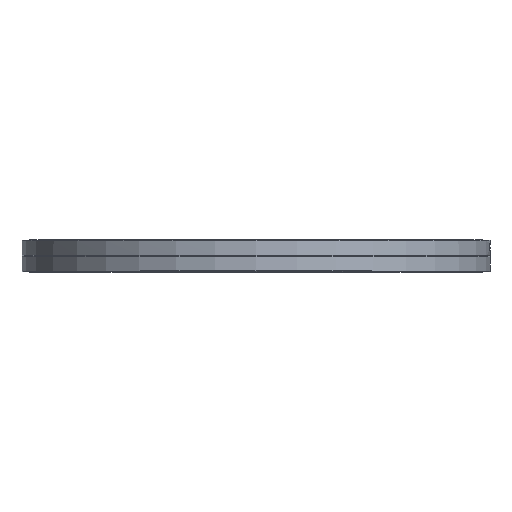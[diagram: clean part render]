
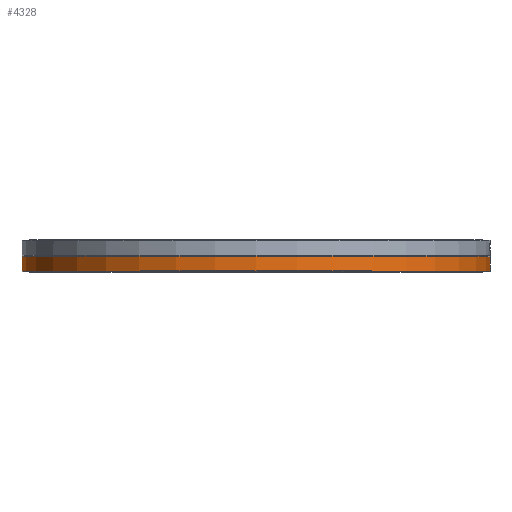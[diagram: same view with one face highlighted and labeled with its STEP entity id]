
A CAD part, top view. The second image highlights one B-rep face of the part: STEP entity #4328.
In plain terms, the highlighted cylindrical face has radius 209.55 mm (diameter 419.1 mm), a full revolution.
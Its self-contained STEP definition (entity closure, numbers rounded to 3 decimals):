
#244=CYLINDRICAL_SURFACE('',#4714,209.55);
#494=FACE_OUTER_BOUND('',#794,.T.);
#794=EDGE_LOOP('',(#3196,#3197,#3198,#3199,#3200,#3201));
#1081=LINE('',#6546,#1324);
#1324=VECTOR('',#5425,209.55);
#1624=CIRCLE('',#4712,209.55);
#1625=CIRCLE('',#4713,209.55);
#1626=CIRCLE('',#4715,209.55);
#1627=CIRCLE('',#4716,209.55);
#1914=VERTEX_POINT('',#6536);
#1915=VERTEX_POINT('',#6537);
#1916=VERTEX_POINT('',#6542);
#1917=VERTEX_POINT('',#6543);
#2396=EDGE_CURVE('',#1914,#1915,#1624,.T.);
#2397=EDGE_CURVE('',#1915,#1914,#1625,.T.);
#2399=EDGE_CURVE('',#1916,#1917,#1626,.T.);
#2400=EDGE_CURVE('',#1917,#1916,#1627,.T.);
#2401=EDGE_CURVE('',#1917,#1915,#1081,.T.);
#3196=ORIENTED_EDGE('',*,*,#2399,.F.);
#3197=ORIENTED_EDGE('',*,*,#2400,.F.);
#3198=ORIENTED_EDGE('',*,*,#2401,.T.);
#3199=ORIENTED_EDGE('',*,*,#2396,.F.);
#3200=ORIENTED_EDGE('',*,*,#2397,.F.);
#3201=ORIENTED_EDGE('',*,*,#2401,.F.);
#4328=ADVANCED_FACE('',(#494),#244,.T.);
#4712=AXIS2_PLACEMENT_3D('',#6538,#5414,#5415);
#4713=AXIS2_PLACEMENT_3D('',#6539,#5416,#5417);
#4714=AXIS2_PLACEMENT_3D('',#6541,#5419,#5420);
#4715=AXIS2_PLACEMENT_3D('',#6544,#5421,#5422);
#4716=AXIS2_PLACEMENT_3D('',#6545,#5423,#5424);
#5414=DIRECTION('center_axis',(0.,-1.,0.));
#5415=DIRECTION('ref_axis',(1.,0.,0.));
#5416=DIRECTION('center_axis',(0.,-1.,0.));
#5417=DIRECTION('ref_axis',(1.,0.,0.));
#5419=DIRECTION('center_axis',(0.,1.,0.));
#5420=DIRECTION('ref_axis',(-1.,0.,0.));
#5421=DIRECTION('center_axis',(0.,1.,0.));
#5422=DIRECTION('ref_axis',(1.,0.,0.));
#5423=DIRECTION('center_axis',(0.,1.,0.));
#5424=DIRECTION('ref_axis',(1.,0.,0.));
#5425=DIRECTION('',(0.,-1.,0.));
#6536=CARTESIAN_POINT('',(-209.55,0.5,0.));
#6537=CARTESIAN_POINT('',(209.55,0.5,0.));
#6538=CARTESIAN_POINT('Origin',(0.,0.5,0.));
#6539=CARTESIAN_POINT('Origin',(0.,0.5,0.));
#6541=CARTESIAN_POINT('Origin',(0.,6.881,0.));
#6542=CARTESIAN_POINT('',(0.,13.763,-209.55));
#6543=CARTESIAN_POINT('',(209.55,13.763,0.));
#6544=CARTESIAN_POINT('Origin',(0.,13.763,0.));
#6545=CARTESIAN_POINT('Origin',(0.,13.763,0.));
#6546=CARTESIAN_POINT('',(209.55,6.881,0.));
